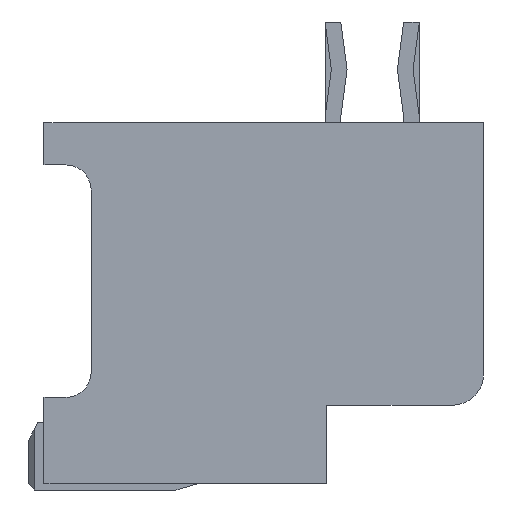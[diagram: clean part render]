
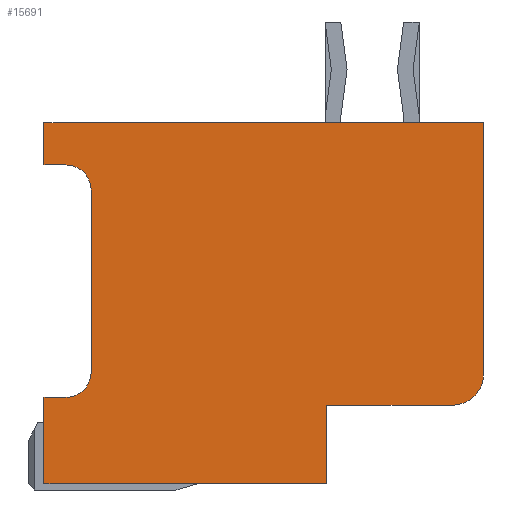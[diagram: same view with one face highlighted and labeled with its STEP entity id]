
A CAD part, left-side view. The second image highlights one B-rep face of the part: STEP entity #15691.
In plain terms, the highlighted planar face has unit normal (-1, 0, 0).
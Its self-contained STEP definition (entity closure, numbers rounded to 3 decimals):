
#3144=DIRECTION('',(0.,-1.,0.));
#3145=VECTOR('',#3144,14.);
#3146=CARTESIAN_POINT('',(-11.7,7.,5.05));
#3147=LINE('',#3146,#3145);
#3148=DIRECTION('',(0.,0.,-1.));
#3149=VECTOR('',#3148,8.);
#3150=CARTESIAN_POINT('',(-11.7,-7.,5.05));
#3151=LINE('',#3150,#3149);
#3152=CARTESIAN_POINT('',(-11.7,-6.,-2.95));
#3153=DIRECTION('',(1.,0.,0.));
#3154=DIRECTION('',(0.,-1.,0.));
#3155=AXIS2_PLACEMENT_3D('',#3152,#3153,#3154);
#3157=DIRECTION('',(0.,1.,0.));
#3158=VECTOR('',#3157,4.);
#3159=CARTESIAN_POINT('',(-11.7,-6.,-3.95));
#3160=LINE('',#3159,#3158);
#3161=DIRECTION('',(0.,0.,-1.));
#3162=VECTOR('',#3161,2.5);
#3163=CARTESIAN_POINT('',(-11.7,-2.,-3.95));
#3164=LINE('',#3163,#3162);
#3165=DIRECTION('',(0.,1.,0.));
#3166=VECTOR('',#3165,9.);
#3167=CARTESIAN_POINT('',(-11.7,-2.,-6.45));
#3168=LINE('',#3167,#3166);
#3169=DIRECTION('',(0.,0.,1.));
#3170=VECTOR('',#3169,2.75);
#3171=CARTESIAN_POINT('',(-11.7,7.,-6.45));
#3172=LINE('',#3171,#3170);
#3173=DIRECTION('',(0.,-1.,0.));
#3174=VECTOR('',#3173,0.7);
#3175=CARTESIAN_POINT('',(-11.7,7.,-3.7));
#3176=LINE('',#3175,#3174);
#3177=CARTESIAN_POINT('',(-11.7,6.3,-2.9));
#3178=DIRECTION('',(-1.,0.,0.));
#3179=DIRECTION('',(0.,0.,-1.));
#3180=AXIS2_PLACEMENT_3D('',#3177,#3178,#3179);
#3182=DIRECTION('',(0.,0.,1.));
#3183=VECTOR('',#3182,5.8);
#3184=CARTESIAN_POINT('',(-11.7,5.5,-2.9));
#3185=LINE('',#3184,#3183);
#3186=CARTESIAN_POINT('',(-11.7,6.3,2.9));
#3187=DIRECTION('',(-1.,0.,0.));
#3188=DIRECTION('',(0.,-1.,0.));
#3189=AXIS2_PLACEMENT_3D('',#3186,#3187,#3188);
#3191=DIRECTION('',(0.,1.,0.));
#3192=VECTOR('',#3191,0.7);
#3193=CARTESIAN_POINT('',(-11.7,6.3,3.7));
#3194=LINE('',#3193,#3192);
#3195=DIRECTION('',(0.,0.,1.));
#3196=VECTOR('',#3195,1.35);
#3197=CARTESIAN_POINT('',(-11.7,7.,3.7));
#3198=LINE('',#3197,#3196);
#8779=CARTESIAN_POINT('',(-11.7,7.,5.05));
#8780=CARTESIAN_POINT('',(-11.7,-7.,5.05));
#8781=VERTEX_POINT('',#8779);
#8782=VERTEX_POINT('',#8780);
#8783=CARTESIAN_POINT('',(-11.7,-7.,-2.95));
#8784=VERTEX_POINT('',#8783);
#8785=CARTESIAN_POINT('',(-11.7,-6.,-3.95));
#8786=VERTEX_POINT('',#8785);
#8787=CARTESIAN_POINT('',(-11.7,-2.,-3.95));
#8788=VERTEX_POINT('',#8787);
#8789=CARTESIAN_POINT('',(-11.7,-2.,-6.45));
#8790=VERTEX_POINT('',#8789);
#8791=CARTESIAN_POINT('',(-11.7,7.,-6.45));
#8792=VERTEX_POINT('',#8791);
#8793=CARTESIAN_POINT('',(-11.7,7.,-3.7));
#8794=VERTEX_POINT('',#8793);
#8809=CARTESIAN_POINT('',(-11.7,6.3,-3.7));
#8810=VERTEX_POINT('',#8809);
#8811=CARTESIAN_POINT('',(-11.7,5.5,-2.9));
#8812=VERTEX_POINT('',#8811);
#8813=CARTESIAN_POINT('',(-11.7,5.5,2.9));
#8814=VERTEX_POINT('',#8813);
#8815=CARTESIAN_POINT('',(-11.7,6.3,3.7));
#8816=VERTEX_POINT('',#8815);
#8817=CARTESIAN_POINT('',(-11.7,7.,3.7));
#8818=VERTEX_POINT('',#8817);
#15661=CARTESIAN_POINT('',(-11.7,0.,0.));
#15662=DIRECTION('',(1.,0.,0.));
#15663=DIRECTION('',(0.,0.,-1.));
#15664=AXIS2_PLACEMENT_3D('',#15661,#15662,#15663);
#15665=PLANE('',#15664);
#15667=ORIENTED_EDGE('',*,*,#15666,.T.);
#15669=ORIENTED_EDGE('',*,*,#15668,.T.);
#15671=ORIENTED_EDGE('',*,*,#15670,.T.);
#15673=ORIENTED_EDGE('',*,*,#15672,.T.);
#15674=ORIENTED_EDGE('',*,*,#15042,.T.);
#15675=ORIENTED_EDGE('',*,*,#15256,.T.);
#15676=ORIENTED_EDGE('',*,*,#12957,.T.);
#15678=ORIENTED_EDGE('',*,*,#15677,.T.);
#15680=ORIENTED_EDGE('',*,*,#15679,.T.);
#15682=ORIENTED_EDGE('',*,*,#15681,.T.);
#15684=ORIENTED_EDGE('',*,*,#15683,.T.);
#15686=ORIENTED_EDGE('',*,*,#15685,.T.);
#15688=ORIENTED_EDGE('',*,*,#15687,.T.);
#15689=EDGE_LOOP('',(#15667,#15669,#15671,#15673,#15674,#15675,#15676,#15678,
#15680,#15682,#15684,#15686,#15688));
#15690=FACE_OUTER_BOUND('',#15689,.F.);
#15691=ADVANCED_FACE('',(#15690),#15665,.F.);
#3156=CIRCLE('',#3155,1.);
#3181=CIRCLE('',#3180,0.8);
#3190=CIRCLE('',#3189,0.8);
#12957=EDGE_CURVE('',#8792,#8794,#3172,.T.);
#15042=EDGE_CURVE('',#8788,#8790,#3164,.T.);
#15256=EDGE_CURVE('',#8790,#8792,#3168,.T.);
#15666=EDGE_CURVE('',#8781,#8782,#3147,.T.);
#15668=EDGE_CURVE('',#8782,#8784,#3151,.T.);
#15670=EDGE_CURVE('',#8784,#8786,#3156,.T.);
#15672=EDGE_CURVE('',#8786,#8788,#3160,.T.);
#15677=EDGE_CURVE('',#8794,#8810,#3176,.T.);
#15679=EDGE_CURVE('',#8810,#8812,#3181,.T.);
#15681=EDGE_CURVE('',#8812,#8814,#3185,.T.);
#15683=EDGE_CURVE('',#8814,#8816,#3190,.T.);
#15685=EDGE_CURVE('',#8816,#8818,#3194,.T.);
#15687=EDGE_CURVE('',#8818,#8781,#3198,.T.);
